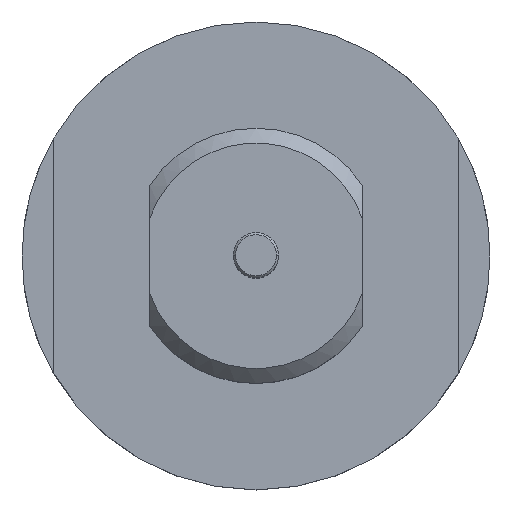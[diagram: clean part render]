
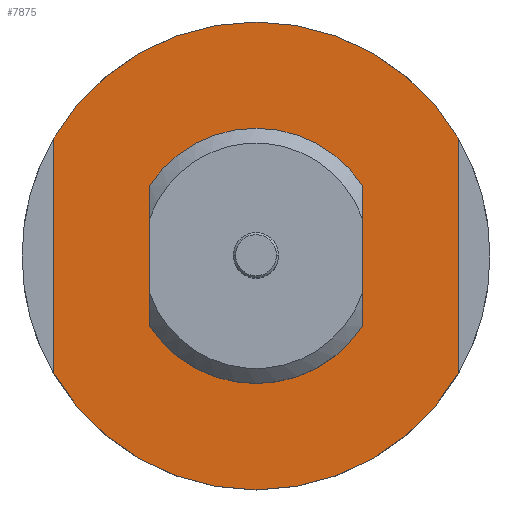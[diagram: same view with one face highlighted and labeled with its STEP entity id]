
A CAD part, top view. The second image highlights one B-rep face of the part: STEP entity #7875.
In plain terms, the highlighted planar face has unit normal (0, 0, 1).
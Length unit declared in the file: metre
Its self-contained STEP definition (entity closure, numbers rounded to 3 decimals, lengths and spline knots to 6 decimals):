
#2 = EDGE_CURVE ( 'NONE', #5514, #4164, #1989, .T. ) ;
#215 = CARTESIAN_POINT ( 'NONE',  ( 0., 0., 0. ) ) ;
#255 = DIRECTION ( 'NONE',  ( -1., 0., 0. ) ) ;
#280 = VECTOR ( 'NONE', #6885, 1. ) ;
#348 = CARTESIAN_POINT ( 'NONE',  ( 0.005, -0.003317, 0. ) ) ;
#462 = CARTESIAN_POINT ( 'NONE',  ( 0., 0., 0. ) ) ;
#537 = EDGE_CURVE ( 'NONE', #2380, #5514, #2586, .T. ) ;
#685 = LINE ( 'NONE', #2062, #4099 ) ;
#699 = EDGE_LOOP ( 'NONE', ( #5357, #6862, #2129, #4976 ) ) ;
#855 = DIRECTION ( 'NONE',  ( -1., 0., 0. ) ) ;
#1080 = CARTESIAN_POINT ( 'NONE',  ( -0.0095, -0.005545, 0. ) ) ;
#1105 = DIRECTION ( 'NONE',  ( 1., 0., 0. ) ) ;
#1166 = ORIENTED_EDGE ( 'NONE', *, *, #3100, .F. ) ;
#1327 = DIRECTION ( 'NONE',  ( 1., 0., 0. ) ) ;
#1412 = EDGE_CURVE ( 'NONE', #5092, #2380, #5898, .T. ) ;
#1538 = ORIENTED_EDGE ( 'NONE', *, *, #5108, .F. ) ;
#1605 = EDGE_CURVE ( 'NONE', #4164, #5092, #2960, .T. ) ;
#1752 = CARTESIAN_POINT ( 'NONE',  ( 0., 0., 0. ) ) ;
#1989 = LINE ( 'NONE', #3007, #280 ) ;
#2050 = AXIS2_PLACEMENT_3D ( 'NONE', #215, #4696, #855 ) ;
#2051 = DIRECTION ( 'NONE',  ( 0., 1., 0. ) ) ;
#2062 = CARTESIAN_POINT ( 'NONE',  ( -0.005, 0.005, 0. ) ) ;
#2129 = ORIENTED_EDGE ( 'NONE', *, *, #1412, .F. ) ;
#2211 = VERTEX_POINT ( 'NONE', #348 ) ;
#2275 = CIRCLE ( 'NONE', #4247, 0.006 ) ;
#2380 = VERTEX_POINT ( 'NONE', #5663 ) ;
#2405 = DIRECTION ( 'NONE',  ( 1., 0., 0. ) ) ;
#2545 = AXIS2_PLACEMENT_3D ( 'NONE', #7961, #4098, #255 ) ;
#2586 = CIRCLE ( 'NONE', #2050, 0.011 ) ;
#2676 = DIRECTION ( 'NONE',  ( 0., -1., 0. ) ) ;
#2708 = CARTESIAN_POINT ( 'NONE',  ( 0.0095, -0.005545, 0. ) ) ;
#2960 = CIRCLE ( 'NONE', #2545, 0.011 ) ;
#3007 = CARTESIAN_POINT ( 'NONE',  ( 0.0095, 0.0095, 0. ) ) ;
#3100 = EDGE_CURVE ( 'NONE', #2211, #8111, #7390, .T. ) ;
#4080 = AXIS2_PLACEMENT_3D ( 'NONE', #4542, #5170, #1327 ) ;
#4098 = DIRECTION ( 'NONE',  ( 0., 0., -1. ) ) ;
#4099 = VECTOR ( 'NONE', #2676, 1. ) ;
#4164 = VERTEX_POINT ( 'NONE', #2708 ) ;
#4176 = VECTOR ( 'NONE', #7688, 1. ) ;
#4204 = ORIENTED_EDGE ( 'NONE', *, *, #7693, .F. ) ;
#4234 = CIRCLE ( 'NONE', #7052, 0.006 ) ;
#4247 = AXIS2_PLACEMENT_3D ( 'NONE', #462, #4955, #1105 ) ;
#4470 = CARTESIAN_POINT ( 'NONE',  ( -0.0095, 0.0095, 0. ) ) ;
#4542 = CARTESIAN_POINT ( 'NONE',  ( 0., 0.006059, 0. ) ) ;
#4696 = DIRECTION ( 'NONE',  ( 0., 0., -1. ) ) ;
#4934 = VERTEX_POINT ( 'NONE', #7951 ) ;
#4955 = DIRECTION ( 'NONE',  ( 0., 0., 1. ) ) ;
#4976 = ORIENTED_EDGE ( 'NONE', *, *, #1605, .F. ) ;
#5092 = VERTEX_POINT ( 'NONE', #1080 ) ;
#5108 = EDGE_CURVE ( 'NONE', #8111, #7544, #4234, .T. ) ;
#5170 = DIRECTION ( 'NONE',  ( 0., 0., 1. ) ) ;
#5237 = CARTESIAN_POINT ( 'NONE',  ( 0.005, 0.005, 0. ) ) ;
#5357 = ORIENTED_EDGE ( 'NONE', *, *, #2, .F. ) ;
#5402 = CARTESIAN_POINT ( 'NONE',  ( -0.005, 0.003317, 0. ) ) ;
#5514 = VERTEX_POINT ( 'NONE', #7447 ) ;
#5663 = CARTESIAN_POINT ( 'NONE',  ( -0.0095, 0.005545, 0. ) ) ;
#5800 = PLANE ( 'NONE',  #4080 ) ;
#5875 = EDGE_CURVE ( 'NONE', #7544, #4934, #685, .T. ) ;
#5898 = LINE ( 'NONE', #4470, #4176 ) ;
#6267 = DIRECTION ( 'NONE',  ( 0., 0., 1. ) ) ;
#6429 = FACE_OUTER_BOUND ( 'NONE', #699, .T. ) ;
#6862 = ORIENTED_EDGE ( 'NONE', *, *, #537, .F. ) ;
#6885 = DIRECTION ( 'NONE',  ( 0., -1., 0. ) ) ;
#7052 = AXIS2_PLACEMENT_3D ( 'NONE', #1752, #6267, #2405 ) ;
#7194 = VECTOR ( 'NONE', #2051, 1. ) ;
#7390 = LINE ( 'NONE', #5237, #7194 ) ;
#7447 = CARTESIAN_POINT ( 'NONE',  ( 0.0095, 0.005545, 0. ) ) ;
#7544 = VERTEX_POINT ( 'NONE', #5402 ) ;
#7688 = DIRECTION ( 'NONE',  ( 0., 1., 0. ) ) ;
#7693 = EDGE_CURVE ( 'NONE', #4934, #2211, #2275, .T. ) ;
#7875 = ADVANCED_FACE ( 'NONE', ( #6429, #7914 ), #5800, .T. ) ;
#7914 = FACE_BOUND ( 'NONE', #8096, .T. ) ;
#7951 = CARTESIAN_POINT ( 'NONE',  ( -0.005, -0.003317, 0. ) ) ;
#7961 = CARTESIAN_POINT ( 'NONE',  ( 0., 0., 0. ) ) ;
#8096 = EDGE_LOOP ( 'NONE', ( #8129, #1538, #1166, #4204 ) ) ;
#8111 = VERTEX_POINT ( 'NONE', #8219 ) ;
#8129 = ORIENTED_EDGE ( 'NONE', *, *, #5875, .F. ) ;
#8219 = CARTESIAN_POINT ( 'NONE',  ( 0.005, 0.003317, 0. ) ) ;
